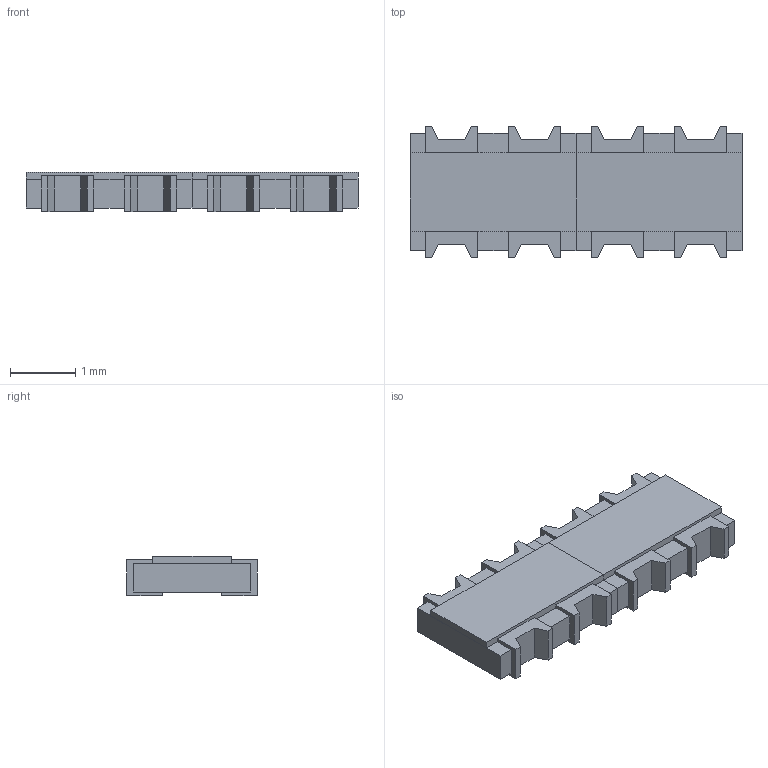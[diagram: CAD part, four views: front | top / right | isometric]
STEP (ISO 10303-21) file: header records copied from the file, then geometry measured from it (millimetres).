
FILE_DESCRIPTION(/* description */ (''),/* implementation_level */ '2;1');
FILE_NAME(/* name */ 'RESARR~1',/* time_stamp */ '2015-12-13T20:02:47+01:00',/* author */ (''),/* organization */ (''),/* preprocessor_version */ 'ST-DEVELOPER v14',/* originating_system */ '',/* authorisation */ '');
FILE_SCHEMA (('AUTOMOTIVE_DESIGN'));
Length unit declared in the file: millimetre
Products named in the file (1): Document
Bounding box: 5.08 x 2 x 0.6 mm (x, y, z)
Volume: 1.3 mm3; surface area: 48.9 mm2
Topology: 9 solids, 10 shells, 188 faces, 632 edges, 456 vertices
Faces by surface type: plane 188
Entity records: 12649 total; most frequent: CARTESIAN_POINT 4383, B_SPLINE_CURVE_WITH_KNOTS 1800, ORIENTED_EDGE 1168, PCURVE 1168, DEFINITIONAL_REPRESENTATION 1168, SURFACE_CURVE 632, EDGE_CURVE 632, VERTEX_POINT 456
